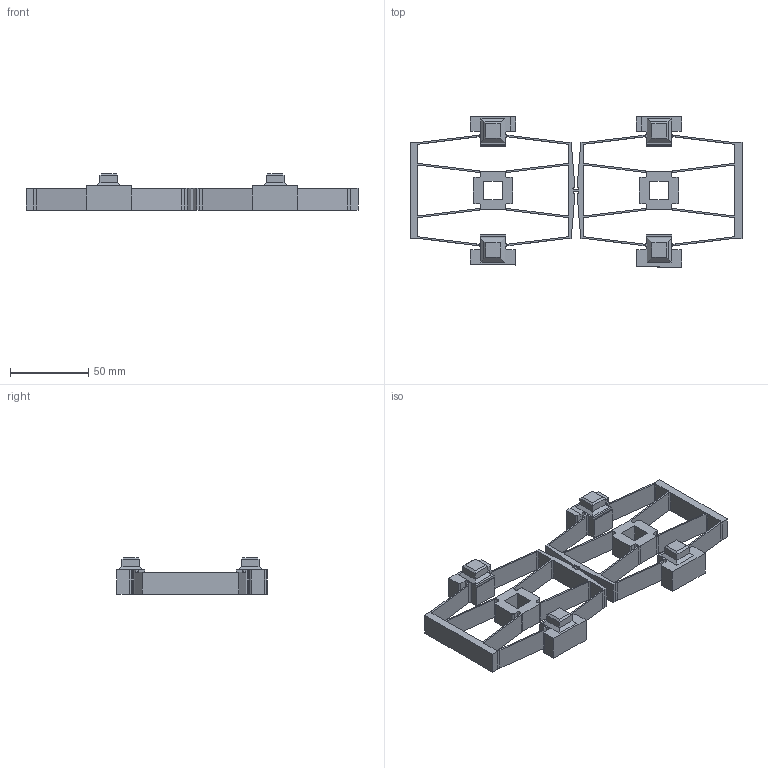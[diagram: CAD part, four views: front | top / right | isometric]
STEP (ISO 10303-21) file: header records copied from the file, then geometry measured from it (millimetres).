
FILE_DESCRIPTION(/* description */ (''),/* implementation_level */ '2;1');
FILE_NAME(/* name */ 'test bend yy v10-dup.step',/* time_stamp */ '2024-05-04T11:57:08+10:00',/* author */ (''),/* organization */ (''),/* preprocessor_version */ 'ST-DEVELOPER v20',/* originating_system */ 'Autodesk Translation Framework v12.20.1.177',/* authorisation */ '');
FILE_SCHEMA (('AUTOMOTIVE_DESIGN { 1 0 10303 214 3 1 1 }'));
Length unit declared in the file: millimetre
Products named in the file (1): test bend yy
Bounding box: 211.83 x 96.14 x 23.2 mm (x, y, z)
Volume: 65416 mm3; surface area: 44120.7 mm2
Topology: 1 solids, 1 shells, 330 faces, 944 edges, 616 vertices
Faces by surface type: plane 223, cylinder 107
Entity records: 10775 total; most frequent: CARTESIAN_POINT 1891, ORIENTED_EDGE 1888, DIRECTION 1820, EDGE_CURVE 944, LINE 730, VECTOR 730, VERTEX_POINT 616, AXIS2_PLACEMENT_3D 545
